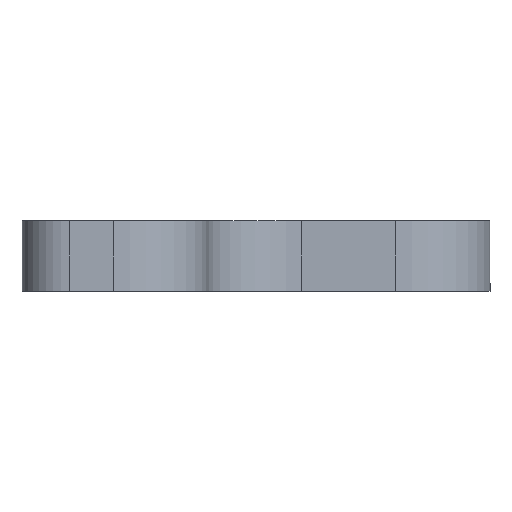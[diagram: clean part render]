
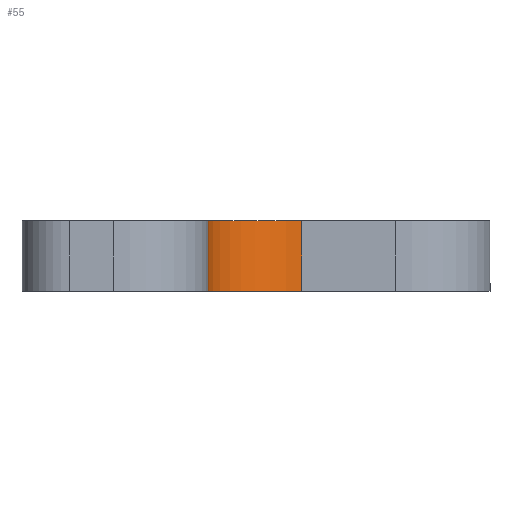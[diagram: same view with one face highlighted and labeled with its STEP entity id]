
A CAD part, left-side view. The second image highlights one B-rep face of the part: STEP entity #55.
In plain terms, the highlighted cylindrical face has radius 4 mm (diameter 8 mm), a partial arc.
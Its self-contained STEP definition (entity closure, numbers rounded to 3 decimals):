
#12 = ORIENTED_EDGE ( 'NONE', *, *, #472, .F. ) ;
#43 = DIRECTION ( 'NONE',  ( -1., 0., 0. ) ) ;
#55 = ADVANCED_FACE ( 'NONE', ( #820 ), #85, .F. ) ;
#58 = CIRCLE ( 'NONE', #592, 4. ) ;
#82 = VERTEX_POINT ( 'NONE', #335 ) ;
#85 = CYLINDRICAL_SURFACE ( 'NONE', #252, 4. ) ;
#101 = DIRECTION ( 'NONE',  ( 0., 0., -1. ) ) ;
#110 = CIRCLE ( 'NONE', #376, 4. ) ;
#160 = EDGE_LOOP ( 'NONE', ( #574, #12, #195, #397 ) ) ;
#161 = DIRECTION ( 'NONE',  ( 0., 0., -1. ) ) ;
#183 = VERTEX_POINT ( 'NONE', #607 ) ;
#195 = ORIENTED_EDGE ( 'NONE', *, *, #718, .F. ) ;
#213 = CARTESIAN_POINT ( 'NONE',  ( -8., -43., 3. ) ) ;
#241 = CARTESIAN_POINT ( 'NONE',  ( -8., -47., 3. ) ) ;
#252 = AXIS2_PLACEMENT_3D ( 'NONE', #326, #398, #43 ) ;
#300 = VECTOR ( 'NONE', #486, 1000. ) ;
#326 = CARTESIAN_POINT ( 'NONE',  ( -8., -47., 3. ) ) ;
#335 = CARTESIAN_POINT ( 'NONE',  ( -4., -47., 0. ) ) ;
#376 = AXIS2_PLACEMENT_3D ( 'NONE', #241, #101, #396 ) ;
#396 = DIRECTION ( 'NONE',  ( 1., 0., 0. ) ) ;
#397 = ORIENTED_EDGE ( 'NONE', *, *, #896, .T. ) ;
#398 = DIRECTION ( 'NONE',  ( 0., 0., -1. ) ) ;
#472 = EDGE_CURVE ( 'NONE', #723, #82, #742, .T. ) ;
#482 = VECTOR ( 'NONE', #517, 1000. ) ;
#486 = DIRECTION ( 'NONE',  ( 0., 0., -1. ) ) ;
#517 = DIRECTION ( 'NONE',  ( 0., 0., -1. ) ) ;
#574 = ORIENTED_EDGE ( 'NONE', *, *, #642, .T. ) ;
#588 = CARTESIAN_POINT ( 'NONE',  ( -4., -47., 3. ) ) ;
#589 = CARTESIAN_POINT ( 'NONE',  ( -8., -47., 0. ) ) ;
#592 = AXIS2_PLACEMENT_3D ( 'NONE', #589, #161, #767 ) ;
#607 = CARTESIAN_POINT ( 'NONE',  ( -8., -43., 3. ) ) ;
#642 = EDGE_CURVE ( 'NONE', #687, #82, #58, .T. ) ;
#668 = LINE ( 'NONE', #213, #300 ) ;
#687 = VERTEX_POINT ( 'NONE', #732 ) ;
#718 = EDGE_CURVE ( 'NONE', #183, #723, #110, .T. ) ;
#723 = VERTEX_POINT ( 'NONE', #793 ) ;
#732 = CARTESIAN_POINT ( 'NONE',  ( -8., -43., 0. ) ) ;
#742 = LINE ( 'NONE', #588, #482 ) ;
#767 = DIRECTION ( 'NONE',  ( 1., 0., 0. ) ) ;
#793 = CARTESIAN_POINT ( 'NONE',  ( -4., -47., 3. ) ) ;
#820 = FACE_OUTER_BOUND ( 'NONE', #160, .T. ) ;
#896 = EDGE_CURVE ( 'NONE', #183, #687, #668, .T. ) ;
